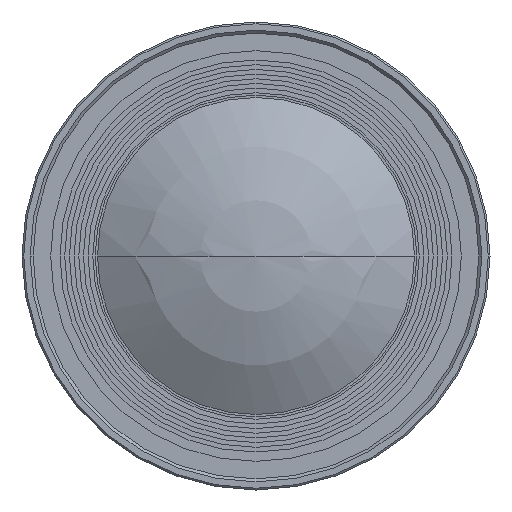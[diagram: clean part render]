
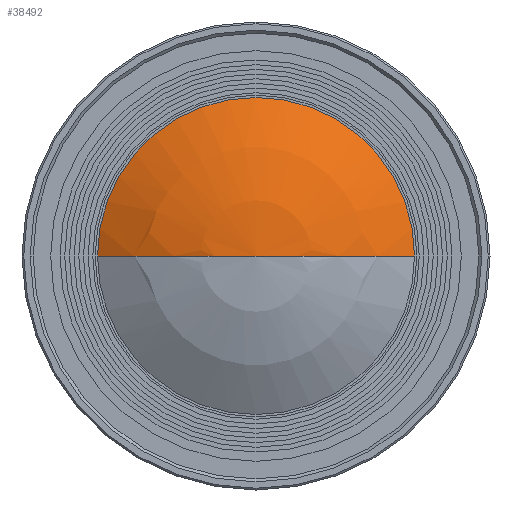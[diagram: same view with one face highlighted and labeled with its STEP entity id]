
A CAD part, left-side view. The second image highlights one B-rep face of the part: STEP entity #38492.
In plain terms, the highlighted spherical face has radius 48.74 mm.
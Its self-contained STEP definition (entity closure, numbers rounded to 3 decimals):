
#10763=CARTESIAN_POINT('',(-9.86,0.,0.));
#10764=DIRECTION('',(1.,0.,0.));
#10765=DIRECTION('',(0.,1.,0.));
#10766=AXIS2_PLACEMENT_3D('',#10763,#10764,#10765);
#10777=CARTESIAN_POINT('',(-9.86,0.,0.));
#10778=DIRECTION('',(1.,0.,0.));
#10779=DIRECTION('',(0.,0.,1.));
#10780=AXIS2_PLACEMENT_3D('',#10777,#10778,#10779);
#10791=CARTESIAN_POINT('',(30.651,0.,0.));
#10792=DIRECTION('',(0.,0.,1.));
#10793=DIRECTION('',(-0.831,0.556,0.));
#10794=AXIS2_PLACEMENT_3D('',#10791,#10792,#10793);
#10796=CARTESIAN_POINT('',(30.651,0.,0.));
#10797=DIRECTION('',(0.,0.,-1.));
#10798=DIRECTION('',(-0.831,-0.556,0.));
#10799=AXIS2_PLACEMENT_3D('',#10796,#10797,#10798);
#15212=CARTESIAN_POINT('',(-9.86,27.1,0.));
#15213=CARTESIAN_POINT('',(-9.86,0.,27.1));
#15214=VERTEX_POINT('',#15212);
#15215=VERTEX_POINT('',#15213);
#15216=CARTESIAN_POINT('',(-9.86,-27.1,0.));
#15217=VERTEX_POINT('',#15216);
#15220=CARTESIAN_POINT('',(-18.089,0.,0.));
#15221=VERTEX_POINT('',#15220);
#38478=CARTESIAN_POINT('',(30.651,0.,0.));
#38479=DIRECTION('',(1.,0.,0.));
#38480=DIRECTION('',(0.,-1.,0.));
#38481=AXIS2_PLACEMENT_3D('',#38478,#38479,#38480);
#38482=SPHERICAL_SURFACE('',#38481,48.74);
#38483=ORIENTED_EDGE('',*,*,#38466,.T.);
#38485=ORIENTED_EDGE('',*,*,#38484,.T.);
#38487=ORIENTED_EDGE('',*,*,#38486,.T.);
#38489=ORIENTED_EDGE('',*,*,#38488,.F.);
#38490=EDGE_LOOP('',(#38483,#38485,#38487,#38489));
#38491=FACE_OUTER_BOUND('',#38490,.F.);
#38492=ADVANCED_FACE('',(#38491),#38482,.T.);
#10767=CIRCLE('',#10766,27.1);
#10781=CIRCLE('',#10780,27.1);
#10795=CIRCLE('',#10794,48.74);
#10800=CIRCLE('',#10799,48.74);
#38466=EDGE_CURVE('',#15214,#15215,#10767,.T.);
#38484=EDGE_CURVE('',#15215,#15217,#10781,.T.);
#38486=EDGE_CURVE('',#15217,#15221,#10800,.T.);
#38488=EDGE_CURVE('',#15214,#15221,#10795,.T.);
